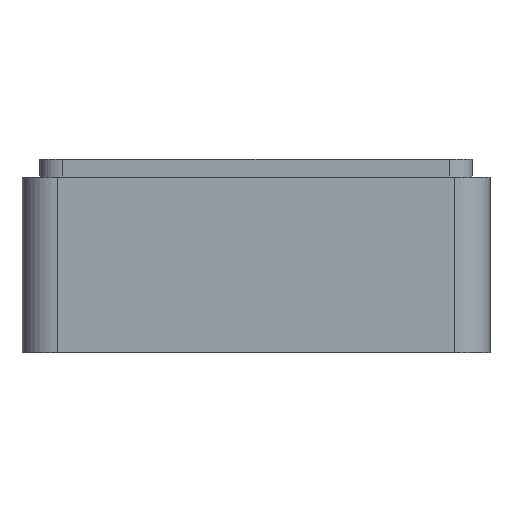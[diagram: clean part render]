
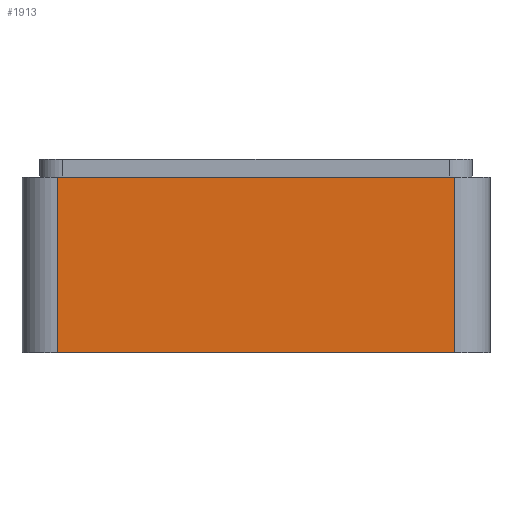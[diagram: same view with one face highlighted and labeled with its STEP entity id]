
A CAD part, front view. The second image highlights one B-rep face of the part: STEP entity #1913.
In plain terms, the highlighted planar face has unit normal (0, -1, 0).
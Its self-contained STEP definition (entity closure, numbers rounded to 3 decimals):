
#124=PLANE('',#2138);
#237=FACE_OUTER_BOUND('',#370,.T.);
#370=EDGE_LOOP('',(#1729,#1730,#1731,#1732));
#493=LINE('',#3443,#635);
#498=LINE('',#3455,#640);
#507=LINE('',#3484,#649);
#516=LINE('',#3540,#658);
#635=VECTOR('',#2578,10.);
#640=VECTOR('',#2589,10.);
#649=VECTOR('',#2620,10.);
#658=VECTOR('',#2699,10.);
#914=VERTEX_POINT('',#3440);
#915=VERTEX_POINT('',#3442);
#919=VERTEX_POINT('',#3454);
#928=VERTEX_POINT('',#3482);
#1166=EDGE_CURVE('',#914,#915,#493,.T.);
#1172=EDGE_CURVE('',#919,#915,#498,.T.);
#1187=EDGE_CURVE('',#919,#928,#507,.T.);
#1210=EDGE_CURVE('',#928,#914,#516,.T.);
#1729=ORIENTED_EDGE('',*,*,#1166,.F.);
#1730=ORIENTED_EDGE('',*,*,#1210,.F.);
#1731=ORIENTED_EDGE('',*,*,#1187,.F.);
#1732=ORIENTED_EDGE('',*,*,#1172,.T.);
#1913=ADVANCED_FACE('',(#237),#124,.T.);
#2138=AXIS2_PLACEMENT_3D('',#3539,#2697,#2698);
#2578=DIRECTION('',(0.,0.,-1.));
#2589=DIRECTION('',(1.,0.,0.));
#2620=DIRECTION('',(0.,0.,1.));
#2697=DIRECTION('center_axis',(0.,-1.,0.));
#2698=DIRECTION('ref_axis',(1.,0.,0.));
#2699=DIRECTION('',(1.,0.,0.));
#3440=CARTESIAN_POINT('',(74.,0.,30.));
#3442=CARTESIAN_POINT('',(74.,0.,0.));
#3443=CARTESIAN_POINT('',(74.,0.,0.));
#3454=CARTESIAN_POINT('',(6.,0.,0.));
#3455=CARTESIAN_POINT('',(0.,0.,0.));
#3482=CARTESIAN_POINT('',(6.,0.,30.));
#3484=CARTESIAN_POINT('',(6.,0.,0.));
#3539=CARTESIAN_POINT('Origin',(0.,0.,0.));
#3540=CARTESIAN_POINT('',(0.,0.,30.));
